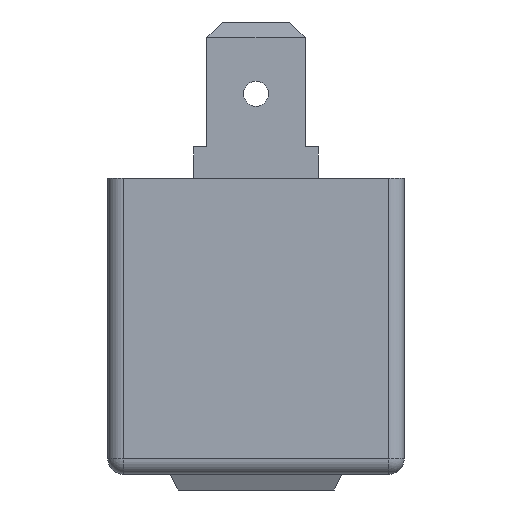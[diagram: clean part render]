
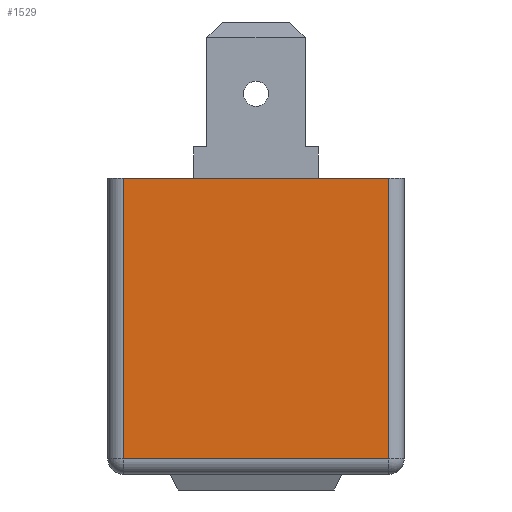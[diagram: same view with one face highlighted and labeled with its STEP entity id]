
A CAD part, left-side view. The second image highlights one B-rep face of the part: STEP entity #1529.
In plain terms, the highlighted planar face has unit normal (-1, 0, 0).
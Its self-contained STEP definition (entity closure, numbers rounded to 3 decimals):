
#248 = CARTESIAN_POINT ( 'NONE',  ( -18.803, 39.113, 64.547 ) ) ;
#263 = VERTEX_POINT ( 'NONE', #2728 ) ;
#315 = EDGE_LOOP ( 'NONE', ( #2641, #2737, #802, #2536 ) ) ;
#387 = VERTEX_POINT ( 'NONE', #248 ) ;
#404 = DIRECTION ( 'NONE',  ( 0., -1., 0. ) ) ;
#422 = DIRECTION ( 'NONE',  ( 1., 0., 0. ) ) ;
#462 = VERTEX_POINT ( 'NONE', #1301 ) ;
#638 = LINE ( 'NONE', #1156, #1350 ) ;
#802 = ORIENTED_EDGE ( 'NONE', *, *, #3043, .T. ) ;
#960 = CARTESIAN_POINT ( 'NONE',  ( -18.803, 39.113, 82.547 ) ) ;
#1146 = VECTOR ( 'NONE', #3186, 1000. ) ;
#1156 = CARTESIAN_POINT ( 'NONE',  ( -18.803, 56.113, 82.547 ) ) ;
#1281 = FACE_OUTER_BOUND ( 'NONE', #315, .T. ) ;
#1301 = CARTESIAN_POINT ( 'NONE',  ( -18.803, 39.113, 82.547 ) ) ;
#1350 = VECTOR ( 'NONE', #1533, 1000. ) ;
#1373 = VECTOR ( 'NONE', #404, 1000. ) ;
#1457 = CARTESIAN_POINT ( 'NONE',  ( -18.803, 38.113, 82.547 ) ) ;
#1511 = CARTESIAN_POINT ( 'NONE',  ( -18.803, 38.113, 64.547 ) ) ;
#1512 = EDGE_CURVE ( 'NONE', #1888, #263, #638, .T. ) ;
#1529 = ADVANCED_FACE ( 'NONE', ( #1281 ), #2741, .F. ) ;
#1533 = DIRECTION ( 'NONE',  ( 0., 0., -1. ) ) ;
#1647 = DIRECTION ( 'NONE',  ( 0., 1., 0. ) ) ;
#1653 = LINE ( 'NONE', #1511, #2246 ) ;
#1659 = CARTESIAN_POINT ( 'NONE',  ( -18.803, 38.113, 82.547 ) ) ;
#1697 = CARTESIAN_POINT ( 'NONE',  ( -18.803, 56.113, 82.547 ) ) ;
#1888 = VERTEX_POINT ( 'NONE', #1697 ) ;
#2050 = LINE ( 'NONE', #1457, #1373 ) ;
#2153 = EDGE_CURVE ( 'NONE', #263, #387, #1653, .T. ) ;
#2246 = VECTOR ( 'NONE', #3221, 1000. ) ;
#2413 = AXIS2_PLACEMENT_3D ( 'NONE', #1659, #422, #1647 ) ;
#2485 = LINE ( 'NONE', #960, #1146 ) ;
#2536 = ORIENTED_EDGE ( 'NONE', *, *, #2636, .F. ) ;
#2636 = EDGE_CURVE ( 'NONE', #1888, #462, #2050, .T. ) ;
#2641 = ORIENTED_EDGE ( 'NONE', *, *, #1512, .T. ) ;
#2728 = CARTESIAN_POINT ( 'NONE',  ( -18.803, 56.113, 64.547 ) ) ;
#2737 = ORIENTED_EDGE ( 'NONE', *, *, #2153, .T. ) ;
#2741 = PLANE ( 'NONE',  #2413 ) ;
#3043 = EDGE_CURVE ( 'NONE', #387, #462, #2485, .T. ) ;
#3186 = DIRECTION ( 'NONE',  ( 0., 0., 1. ) ) ;
#3221 = DIRECTION ( 'NONE',  ( 0., -1., 0. ) ) ;
